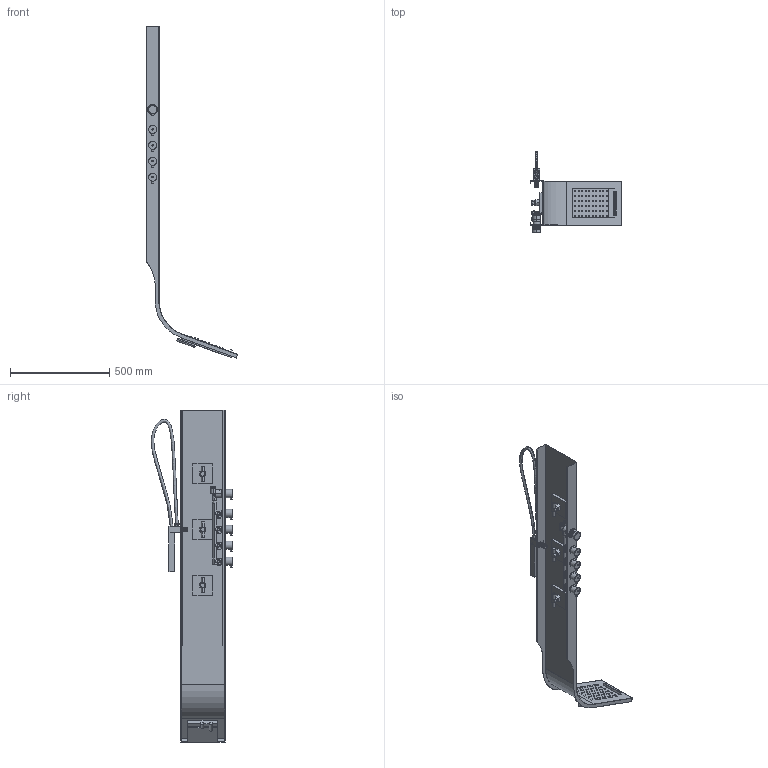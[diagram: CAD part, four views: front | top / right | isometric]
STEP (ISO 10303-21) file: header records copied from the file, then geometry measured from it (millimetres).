
FILE_DESCRIPTION((''),'2;1');
FILE_NAME('9108_ASM','2021-09-14T',('Administrator'),(''),'PRO/ENGINEER BY PARAMETRIC TECHNOLOGY CORPORATION, 2015240','PRO/ENGINEER BY PARAMETRIC TECHNOLOGY CORPORATION, 2015240','');
FILE_SCHEMA(('CONFIG_CONTROL_DESIGN'));
Length unit declared in the file: millimetre
Products named in the file (17): PRT0002_8_AF0; PRT0003_7; PRT0005_29_AF0; PRT009_1; PRT00011_2; PRT0007_9; 30FANGSHOUHUASA_1; PRT0006_1; PRT0004_1_AF0; PRT0004_1; PRT00012_1; PRT00013_1; PRT00014_2; ASM0001_ASM_34_AF0_ASM; 111; HSL; 9108_ASM
Assembly tree (27 placements, depth 3):
  9108_ASM
    ASM0001_ASM_34_AF0_ASM
      PRT0002_8_AF0
      PRT0003_7
      PRT0005_29_AF0
      PRT009_1  x3
      PRT00011_2
      PRT0007_9
      30FANGSHOUHUASA_1
      PRT0006_1
      PRT0004_1_AF0
      PRT0004_1  x3
      PRT00012_1  x4
      PRT00013_1
      PRT00014_2  x5
    111
    HSL
Bounding box: 460.94 x 409.71 x 1669.14 mm (x, y, z)
Volume: 2751028.5 mm3; surface area: 1750734.5 mm2
Topology: 30 solids, 32 shells, 3191 faces, 8082 edges, 5486 vertices
Faces by surface type: cylinder 1805, plane 1138, torus 127, bspline 100, cone 11, sphere 10
Entity records: 98838 total; most frequent: CARTESIAN_POINT 34424, DIRECTION 14068, ORIENTED_EDGE 12872, EDGE_CURVE 6446, AXIS2_PLACEMENT_3D 5743, VERTEX_POINT 4409, CIRCLE 3251, EDGE_LOOP 3243
